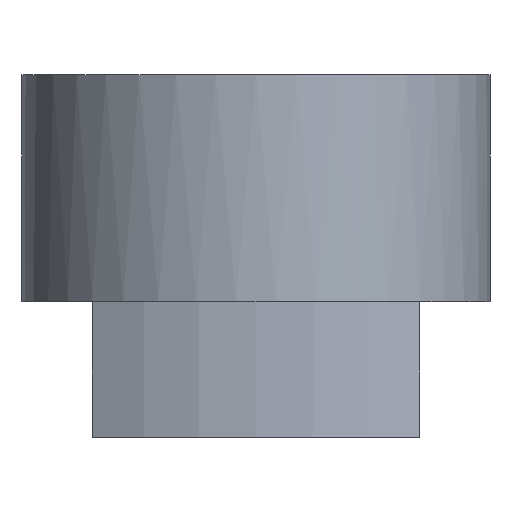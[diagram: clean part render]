
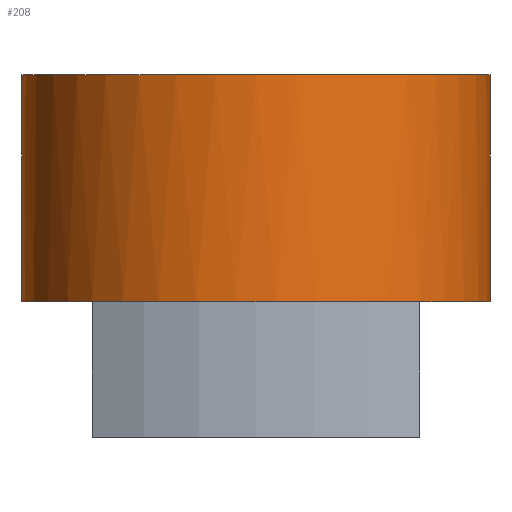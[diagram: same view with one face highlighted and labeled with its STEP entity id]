
A CAD part, front view. The second image highlights one B-rep face of the part: STEP entity #208.
In plain terms, the highlighted cylindrical face has radius 10 mm (diameter 20 mm), a partial arc.
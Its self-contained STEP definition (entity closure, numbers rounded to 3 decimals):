
#116=VERTEX_POINT('',#308);
#126=VERTEX_POINT('',#319);
#136=VERTEX_POINT('',#331);
#170=EDGE_CURVE('',#116,#258,#369,.T.);
#176=EDGE_CURVE('',#206,#126,#375,.T.);
#180=EDGE_CURVE('',#262,#116,#379,.T.);
#192=EDGE_CURVE('',#262,#126,#393,.T.);
#206=VERTEX_POINT('',#407);
#208=ADVANCED_FACE('',(#409),#410,.T.);
#232=EDGE_CURVE('',#258,#136,#437,.T.);
#236=EDGE_CURVE('',#136,#206,#442,.T.);
#258=VERTEX_POINT('',#467);
#262=VERTEX_POINT('',#471);
#308=CARTESIAN_POINT('',(10.,0.,0.));
#319=CARTESIAN_POINT('',(-10.0,0.,9.7));
#331=CARTESIAN_POINT('',(-7.,-7.141,0.));
#369=CIRCLE('',#591,10.0);
#375=LINE('',#599,#600);
#379=LINE('',#605,#606);
#393=CIRCLE('',#625,10.0);
#407=CARTESIAN_POINT('',(-10.0,0.,0.));
#409=FACE_OUTER_BOUND('',#648,.T.);
#410=CYLINDRICAL_SURFACE('',#649,10.0);
#437=CIRCLE('',#687,10.0);
#442=CIRCLE('',#693,10.0);
#467=CARTESIAN_POINT('',(7.,-7.141,0.));
#471=CARTESIAN_POINT('',(10.,0.,9.7));
#591=AXIS2_PLACEMENT_3D('',#853,#854,#855);
#599=CARTESIAN_POINT('',(-10.0,0.,4.85));
#600=VECTOR('',#859,1.0);
#605=CARTESIAN_POINT('',(10.,0.,4.85));
#606=VECTOR('',#860,1.0);
#625=AXIS2_PLACEMENT_3D('',#888,#889,#890);
#648=EDGE_LOOP('',(#898,#899,#900,#901,#902,#903));
#649=AXIS2_PLACEMENT_3D('',#904,#905,#906);
#687=AXIS2_PLACEMENT_3D('',#930,#931,#932);
#693=AXIS2_PLACEMENT_3D('',#941,#942,#943);
#853=CARTESIAN_POINT('',(0.,0.,0.));
#854=DIRECTION('',(0.0,0.0,-1.0));
#855=DIRECTION('',(1.0,0.,0.0));
#859=DIRECTION('',(-0.0,-0.0,1.0));
#860=DIRECTION('',(0.0,0.0,-1.0));
#888=CARTESIAN_POINT('',(0.,0.,9.7));
#889=DIRECTION('',(0.0,0.0,-1.0));
#890=DIRECTION('',(1.0,0.,0.0));
#898=ORIENTED_EDGE('',*,*,#180,.F.);
#899=ORIENTED_EDGE('',*,*,#192,.T.);
#900=ORIENTED_EDGE('',*,*,#176,.F.);
#901=ORIENTED_EDGE('',*,*,#236,.F.);
#902=ORIENTED_EDGE('',*,*,#232,.F.);
#903=ORIENTED_EDGE('',*,*,#170,.F.);
#904=CARTESIAN_POINT('',(0.,0.,4.85));
#905=DIRECTION('',(-0.0,-0.0,1.0));
#906=DIRECTION('',(1.0,0.,0.0));
#930=CARTESIAN_POINT('',(0.,0.,0.));
#931=DIRECTION('',(0.0,0.0,-1.0));
#932=DIRECTION('',(1.0,0.,0.0));
#941=CARTESIAN_POINT('',(0.,0.,0.));
#942=DIRECTION('',(0.0,0.0,-1.0));
#943=DIRECTION('',(1.0,0.,0.0));
